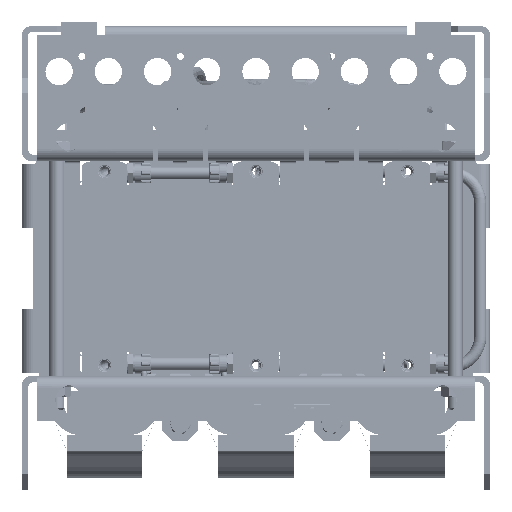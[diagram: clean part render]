
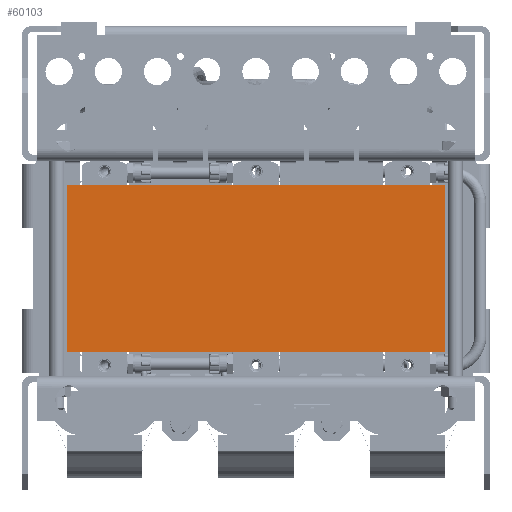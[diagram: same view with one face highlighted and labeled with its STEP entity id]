
A CAD part, front view. The second image highlights one B-rep face of the part: STEP entity #60103.
In plain terms, the highlighted planar face has unit normal (0, -1, 0).
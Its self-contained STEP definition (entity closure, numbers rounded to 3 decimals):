
#32597=FACE_OUTER_BOUND('',#71938,.T.);
#37346=PLANE('',#140347);
#41456=LINE('',#187047,#50668);
#41457=LINE('',#187050,#50669);
#41458=LINE('',#187052,#50670);
#41459=LINE('',#187054,#50671);
#50668=VECTOR('',#152990,1.);
#50669=VECTOR('',#152991,1.);
#50670=VECTOR('',#152992,1.);
#50671=VECTOR('',#152993,1.);
#60103=ADVANCED_FACE('',(#32597),#37346,.T.);
#71938=EDGE_LOOP('',(#82931,#82932,#82933,#82934));
#82931=ORIENTED_EDGE('',*,*,#121712,.T.);
#82932=ORIENTED_EDGE('',*,*,#121713,.F.);
#82933=ORIENTED_EDGE('',*,*,#121714,.F.);
#82934=ORIENTED_EDGE('',*,*,#121715,.T.);
#110662=VERTEX_POINT('',#187048);
#110663=VERTEX_POINT('',#187049);
#110664=VERTEX_POINT('',#187051);
#110665=VERTEX_POINT('',#187053);
#121712=EDGE_CURVE('',#110662,#110663,#41456,.T.);
#121713=EDGE_CURVE('',#110664,#110663,#41457,.T.);
#121714=EDGE_CURVE('',#110665,#110664,#41458,.T.);
#121715=EDGE_CURVE('',#110665,#110662,#41459,.T.);
#140347=AXIS2_PLACEMENT_3D('',#187055,#152994,#152995);
#152990=DIRECTION('',(0.,0.,-1.));
#152991=DIRECTION('',(-1.,0.,0.));
#152992=DIRECTION('',(0.,0.,-1.));
#152993=DIRECTION('',(-1.,0.,0.));
#152994=DIRECTION('',(0.,-1.,0.));
#152995=DIRECTION('',(0.,0.,1.));
#187047=CARTESIAN_POINT('',(-125.,-249.5,55.));
#187048=CARTESIAN_POINT('',(-125.,-249.5,55.));
#187049=CARTESIAN_POINT('',(-125.,-249.5,-55.));
#187050=CARTESIAN_POINT('',(0.,-249.5,-55.));
#187051=CARTESIAN_POINT('',(125.,-249.5,-55.));
#187052=CARTESIAN_POINT('',(125.,-249.5,55.));
#187053=CARTESIAN_POINT('',(125.,-249.5,55.));
#187054=CARTESIAN_POINT('',(0.,-249.5,55.));
#187055=CARTESIAN_POINT('',(0.,-249.5,55.));
